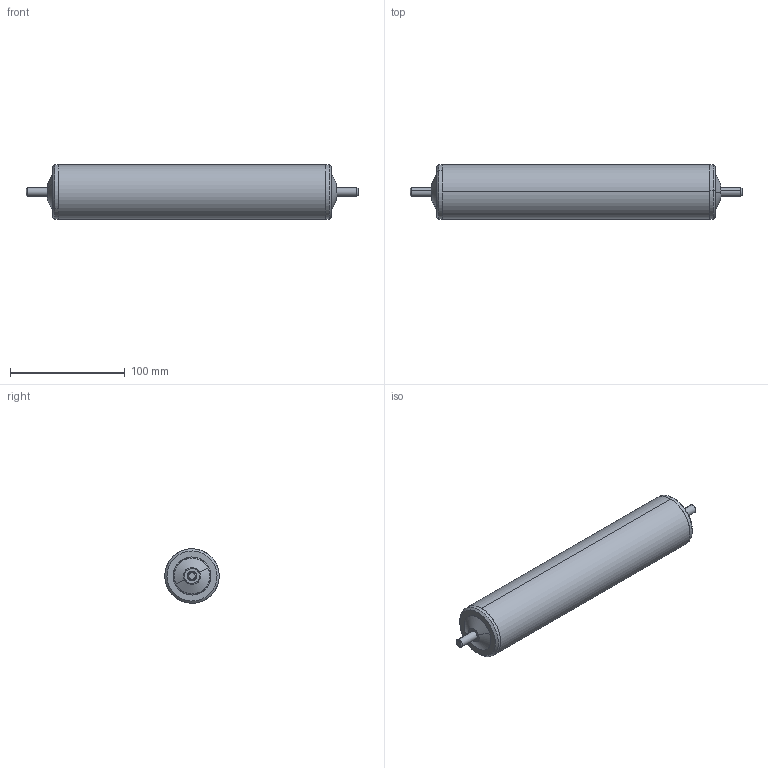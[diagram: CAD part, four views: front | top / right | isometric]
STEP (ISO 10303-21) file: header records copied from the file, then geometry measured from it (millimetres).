
FILE_DESCRIPTION(('FreeCAD Model'),'2;1');
FILE_NAME('Open CASCADE Shape Model','2025-05-09T09:32:29',('FreeCAD'),( 'FreeCAD'),'Open CASCADE STEP processor 7.6','FreeCAD','Unknown');
FILE_SCHEMA(('AUTOMOTIVE_DESIGN { 1 0 10303 214 1 1 1 1 }'));
Length unit declared in the file: millimetre
Products named in the file (1): Open CASCADE STEP translator 7.6 1
Bounding box: 289.7 x 47.45 x 47.47 mm (x, y, z)
Volume: 126238.7 mm3; surface area: 111584.9 mm2
Topology: 17 solids, 17 shells, 248 faces, 501 edges, 294 vertices
Faces by surface type: bspline 248
Entity records: 11560 total; most frequent: CARTESIAN_POINT 8654, ORIENTED_EDGE 1000, EDGE_CURVE 500, VERTEX_POINT 292, FACE_BOUND 284, EDGE_LOOP 284, ADVANCED_FACE 248, B_SPLINE_CURVE_WITH_KNOTS 195
